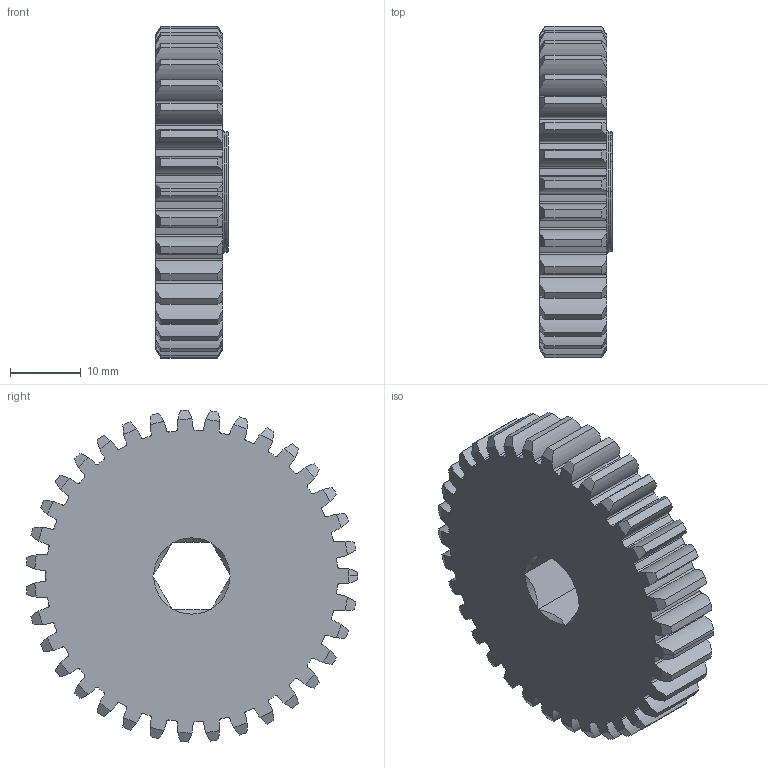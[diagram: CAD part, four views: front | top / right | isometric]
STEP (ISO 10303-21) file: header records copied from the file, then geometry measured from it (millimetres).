
FILE_DESCRIPTION((''),'2;1');
FILE_NAME('AM-0140.stp','2008-01-03T18:34:28',('Owner'),(''),'Autodesk Inventor (R) 6.0','Autodesk Inventor (R) 6.0','');
FILE_SCHEMA(('AUTOMOTIVE_DESIGN { 1 0 10303 214 1 1 1 1 }'));
Length unit declared in the file: inch
Products named in the file (1): AM-0140 Medium Cluster Gear 35T
Bounding box: 10.29 x 46.94 x 46.98 mm (x, y, z)
Volume: 13897.4 mm3; surface area: 5931.2 mm2
Topology: 1 solids, 1 shells, 310 faces, 933 edges, 626 vertices
Faces by surface type: cylinder 213, cone 84, plane 9, bspline 2, torus 2
Entity records: 11302 total; most frequent: CARTESIAN_POINT 2706, DIRECTION 1911, ORIENTED_EDGE 1866, EDGE_CURVE 933, AXIS2_PLACEMENT_3D 833, VERTEX_POINT 626, CIRCLE 524, EDGE_LOOP 313
